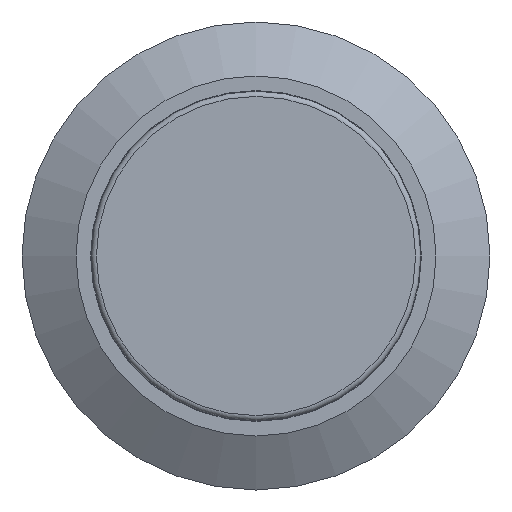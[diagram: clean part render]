
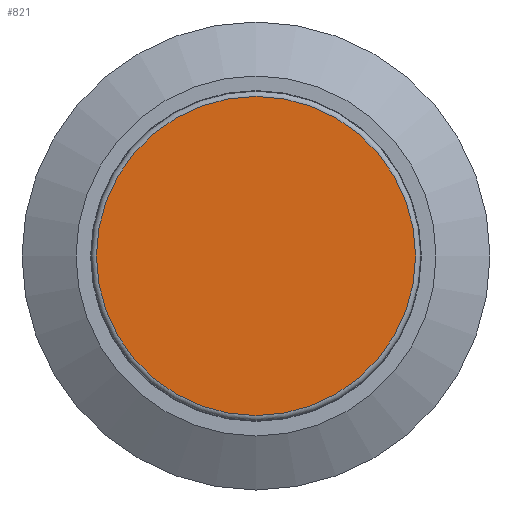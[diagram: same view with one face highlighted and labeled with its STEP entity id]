
A CAD part, left-side view. The second image highlights one B-rep face of the part: STEP entity #821.
In plain terms, the highlighted planar face has unit normal (-1, 0, 0).
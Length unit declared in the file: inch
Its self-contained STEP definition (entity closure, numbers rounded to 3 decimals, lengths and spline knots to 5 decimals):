
#781=CARTESIAN_POINT('',(-0.07874,0.0,-0.29528));
#782=VERTEX_POINT('',#781);
#783=CARTESIAN_POINT('',(-0.07874,0.0,0.0));
#784=DIRECTION('',(1.0,0.0,0.0));
#785=DIRECTION('',(0.0,0.0,1.0));
#786=AXIS2_PLACEMENT_3D('',#783,#784,#785);
#787=CIRCLE('',#786,0.29528);
#788=EDGE_CURVE('',#782,#782,#787,.T.);
#813=CARTESIAN_POINT('',(-0.07874,0.3248,-0.3248));
#814=DIRECTION('',(1.0,0.0,0.0));
#815=DIRECTION('',(0.0,0.0,-1.0));
#816=AXIS2_PLACEMENT_3D('',#813,#814,#815);
#817=PLANE('',#816);
#818=ORIENTED_EDGE('',*,*,#788,.F.);
#819=EDGE_LOOP('',(#818));
#820=FACE_OUTER_BOUND('',#819,.T.);
#821=ADVANCED_FACE('',(#820),#817,.F.);
